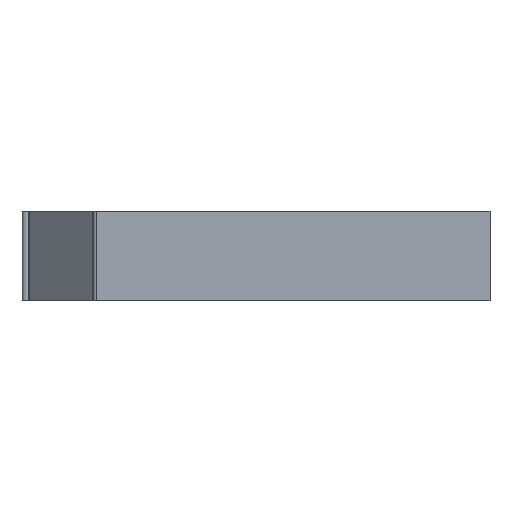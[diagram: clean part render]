
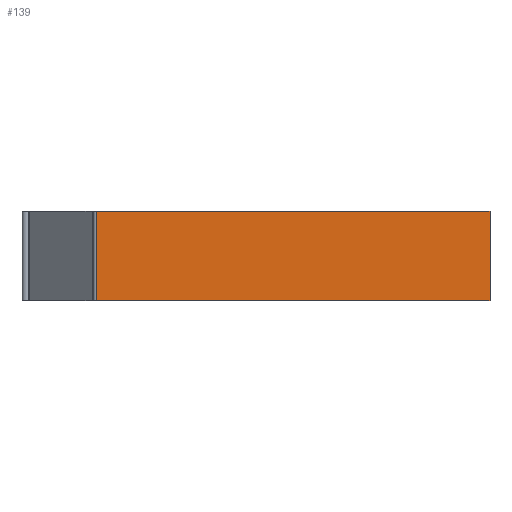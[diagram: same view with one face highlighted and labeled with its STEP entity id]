
A CAD part, left-side view. The second image highlights one B-rep face of the part: STEP entity #139.
In plain terms, the highlighted planar face has unit normal (-1, 0, 0).
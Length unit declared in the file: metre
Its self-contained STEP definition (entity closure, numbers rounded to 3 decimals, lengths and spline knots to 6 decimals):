
#139 = ADVANCED_FACE( '', ( #297 ), #298, .T. );
#297 = FACE_OUTER_BOUND( '', #472, .T. );
#298 = PLANE( '', #473 );
#472 = EDGE_LOOP( '', ( #833, #834, #835, #836 ) );
#473 = AXIS2_PLACEMENT_3D( '', #837, #838, #839 );
#833 = ORIENTED_EDGE( '', *, *, #1218, .T. );
#834 = ORIENTED_EDGE( '', *, *, #1226, .T. );
#835 = ORIENTED_EDGE( '', *, *, #1227, .F. );
#836 = ORIENTED_EDGE( '', *, *, #1173, .F. );
#837 = CARTESIAN_POINT( '', ( 45.97373, -14.999926, 0. ) );
#838 = DIRECTION( '', ( -1., 0., 0. ) );
#839 = DIRECTION( '', ( 0., 0., 1. ) );
#1173 = EDGE_CURVE( '', #1448, #1450, #1451, .T. );
#1218 = EDGE_CURVE( '', #1448, #1516, #1518, .T. );
#1226 = EDGE_CURVE( '', #1516, #1527, #1528, .T. );
#1227 = EDGE_CURVE( '', #1450, #1527, #1529, .T. );
#1448 = VERTEX_POINT( '', #1817 );
#1450 = VERTEX_POINT( '', #1820 );
#1451 = LINE( '', #1821, #1822 );
#1516 = VERTEX_POINT( '', #1915 );
#1518 = LINE( '', #1918, #1919 );
#1527 = VERTEX_POINT( '', #1931 );
#1528 = LINE( '', #1932, #1933 );
#1529 = LINE( '', #1934, #1935 );
#1817 = CARTESIAN_POINT( '', ( 45.97373, -14.999926, 0. ) );
#1820 = CARTESIAN_POINT( '', ( 45.97373, -13.654996, 0. ) );
#1821 = CARTESIAN_POINT( '', ( 45.97373, -14.999926, 0. ) );
#1822 = VECTOR( '', #2137, 1. );
#1915 = CARTESIAN_POINT( '', ( 45.97373, -14.999926, 0.3048 ) );
#1918 = CARTESIAN_POINT( '', ( 45.97373, -14.999926, 0. ) );
#1919 = VECTOR( '', #2188, 1. );
#1931 = CARTESIAN_POINT( '', ( 45.97373, -13.654996, 0.3048 ) );
#1932 = CARTESIAN_POINT( '', ( 45.97373, -14.999926, 0.3048 ) );
#1933 = VECTOR( '', #2192, 1. );
#1934 = CARTESIAN_POINT( '', ( 45.97373, -13.654996, 0. ) );
#1935 = VECTOR( '', #2193, 1. );
#2137 = DIRECTION( '', ( 0., 1., 0. ) );
#2188 = DIRECTION( '', ( 0., 0., 1. ) );
#2192 = DIRECTION( '', ( 0., 1., 0. ) );
#2193 = DIRECTION( '', ( 0., 0., 1. ) );
